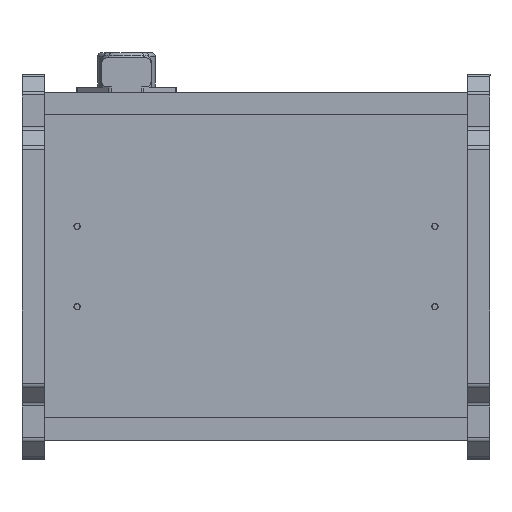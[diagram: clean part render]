
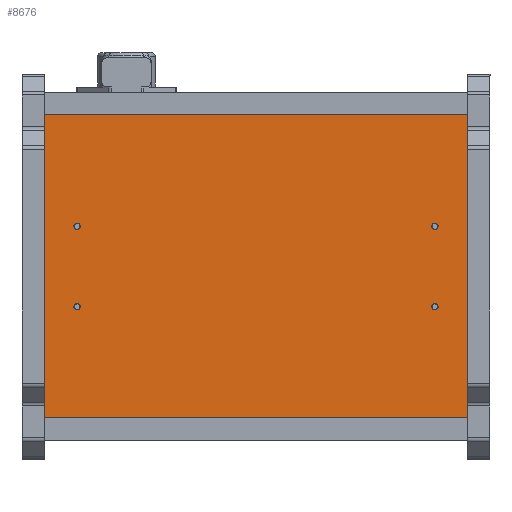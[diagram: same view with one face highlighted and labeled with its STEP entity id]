
A CAD part, top view. The second image highlights one B-rep face of the part: STEP entity #8676.
In plain terms, the highlighted planar face has unit normal (0, 0, 1).
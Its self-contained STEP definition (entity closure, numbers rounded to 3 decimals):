
#124=FACE_BOUND('',#1410,.T.);
#125=FACE_BOUND('',#1411,.T.);
#126=FACE_BOUND('',#1412,.T.);
#127=FACE_BOUND('',#1413,.T.);
#282=CIRCLE('',#9395,1.75);
#284=CIRCLE('',#9398,1.75);
#286=CIRCLE('',#9401,1.75);
#288=CIRCLE('',#9404,1.75);
#894=FACE_OUTER_BOUND('',#1409,.T.);
#1409=EDGE_LOOP('',(#6452,#6453,#6454,#6455));
#1410=EDGE_LOOP('',(#6456));
#1411=EDGE_LOOP('',(#6457));
#1412=EDGE_LOOP('',(#6458));
#1413=EDGE_LOOP('',(#6459));
#2023=LINE('',#13374,#2925);
#2027=LINE('',#13382,#2929);
#2033=LINE('',#13393,#2935);
#2034=LINE('',#13395,#2936);
#2925=VECTOR('',#10784,10.);
#2929=VECTOR('',#10790,10.);
#2935=VECTOR('',#10800,10.);
#2936=VECTOR('',#10803,10.);
#3823=VERTEX_POINT('',#13350);
#3825=VERTEX_POINT('',#13356);
#3827=VERTEX_POINT('',#13362);
#3829=VERTEX_POINT('',#13368);
#3830=VERTEX_POINT('',#13372);
#3831=VERTEX_POINT('',#13373);
#3834=VERTEX_POINT('',#13381);
#3837=VERTEX_POINT('',#13391);
#4787=EDGE_CURVE('',#3823,#3823,#282,.T.);
#4790=EDGE_CURVE('',#3825,#3825,#284,.T.);
#4793=EDGE_CURVE('',#3827,#3827,#286,.T.);
#4796=EDGE_CURVE('',#3829,#3829,#288,.T.);
#4797=EDGE_CURVE('',#3830,#3831,#2023,.T.);
#4801=EDGE_CURVE('',#3834,#3831,#2027,.T.);
#4807=EDGE_CURVE('',#3830,#3837,#2033,.T.);
#4808=EDGE_CURVE('',#3834,#3837,#2034,.T.);
#6452=ORIENTED_EDGE('',*,*,#4807,.T.);
#6453=ORIENTED_EDGE('',*,*,#4808,.F.);
#6454=ORIENTED_EDGE('',*,*,#4801,.T.);
#6455=ORIENTED_EDGE('',*,*,#4797,.F.);
#6456=ORIENTED_EDGE('',*,*,#4787,.T.);
#6457=ORIENTED_EDGE('',*,*,#4790,.T.);
#6458=ORIENTED_EDGE('',*,*,#4793,.T.);
#6459=ORIENTED_EDGE('',*,*,#4796,.T.);
#8316=PLANE('',#9409);
#8676=ADVANCED_FACE('',(#894,#124,#125,#126,#127),#8316,.T.);
#9395=AXIS2_PLACEMENT_3D('',#13352,#10759,#10760);
#9398=AXIS2_PLACEMENT_3D('',#13358,#10766,#10767);
#9401=AXIS2_PLACEMENT_3D('',#13364,#10773,#10774);
#9404=AXIS2_PLACEMENT_3D('',#13370,#10780,#10781);
#9409=AXIS2_PLACEMENT_3D('',#13394,#10801,#10802);
#10759=DIRECTION('center_axis',(0.,0.,-1.));
#10760=DIRECTION('ref_axis',(1.,0.,0.));
#10766=DIRECTION('center_axis',(0.,0.,-1.));
#10767=DIRECTION('ref_axis',(1.,0.,0.));
#10773=DIRECTION('center_axis',(0.,0.,-1.));
#10774=DIRECTION('ref_axis',(1.,0.,0.));
#10780=DIRECTION('center_axis',(0.,0.,-1.));
#10781=DIRECTION('ref_axis',(1.,0.,0.));
#10784=DIRECTION('',(0.,1.,0.));
#10790=DIRECTION('',(-1.,0.,0.));
#10800=DIRECTION('',(1.,0.,0.));
#10801=DIRECTION('center_axis',(0.,0.,1.));
#10802=DIRECTION('ref_axis',(0.,-1.,0.));
#10803=DIRECTION('',(0.,-1.,0.));
#13350=CARTESIAN_POINT('',(16.25,127.25,194.));
#13352=CARTESIAN_POINT('Origin',(18.,127.25,194.));
#13356=CARTESIAN_POINT('',(212.25,127.25,194.));
#13358=CARTESIAN_POINT('Origin',(214.,127.25,194.));
#13362=CARTESIAN_POINT('',(16.25,83.15,194.));
#13364=CARTESIAN_POINT('Origin',(18.,83.15,194.));
#13368=CARTESIAN_POINT('',(212.25,83.15,194.));
#13370=CARTESIAN_POINT('Origin',(214.,83.15,194.));
#13372=CARTESIAN_POINT('',(-5.,17.2,194.));
#13373=CARTESIAN_POINT('',(-5.,193.2,194.));
#13374=CARTESIAN_POINT('',(-5.,188.2,194.));
#13381=CARTESIAN_POINT('',(237.,193.2,194.));
#13382=CARTESIAN_POINT('',(0.,193.2,194.));
#13391=CARTESIAN_POINT('',(237.,17.2,194.));
#13393=CARTESIAN_POINT('',(0.,17.2,194.));
#13394=CARTESIAN_POINT('Origin',(0.,193.2,194.));
#13395=CARTESIAN_POINT('',(237.,188.2,194.));
